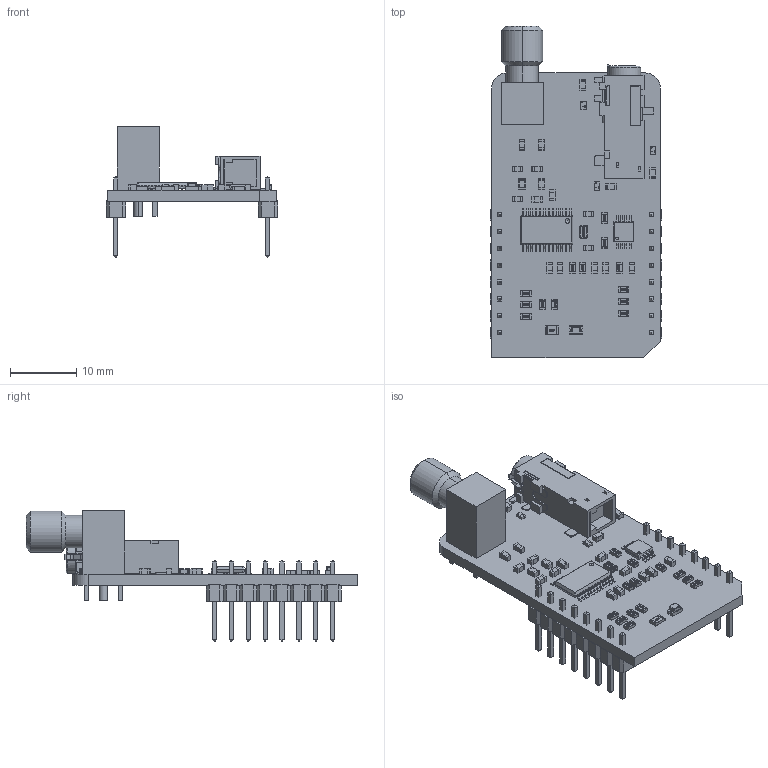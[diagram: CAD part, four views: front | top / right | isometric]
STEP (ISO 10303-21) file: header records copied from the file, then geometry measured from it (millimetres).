
FILE_DESCRIPTION(('Open CASCADE Model'),'2;1');
FILE_NAME('Open CASCADE Shape Model','2019-07-22T17:11:14',('Author'),( 'Open CASCADE'),'Open CASCADE STEP processor 6.8','Open CASCADE 6.8' ,'Unknown');
FILE_SCHEMA(('AUTOMOTIVE_DESIGN { 1 0 10303 214 1 1 1 1 }'));
Length unit declared in the file: millimetre
Products named in the file (75): PCB; Board; MBD1; 1126187920; User_Library-PinHeaderX5-1_PinHeaderX5_Pins_1; User_Library-PinHeaderX5-1_PinHeaderX5_Body_1; 1126187792; CN1; sj-43514-smt; D1; 1072851456; Extruded; 1072851592; 1178480800; Cylinder; 1072851864; 1072852000; D2; D3; FP3; User_Library-Chip_InductorINDC1608X95N; U1; TSSOP-24; U2; User_Library-MSOP-8-1; X1; User_Library-ABS06; User_Library-ABS06_ABS06_Body_2; User_Library-ABS06_ABS06_Body2_2; User_Library-ABS06_ABS06_Beschriftung_2; User_Library-ABS06_ABS06_Pads_2; FP1; FP2; C1; User_Library-SMD_CAPACITOR0603; C2; R7; User_Library-R_0603; R8; LD1 ...
Assembly tree (124 placements, depth 4):
  PCB
    Board
    MBD1
      1126187920  x2
        User_Library-PinHeaderX5-1_PinHeaderX5_Pins_1
        User_Library-PinHeaderX5-1_PinHeaderX5_Body_1
      1126187792  x2
        User_Library-PinHeaderX5-1_PinHeaderX5_Pins_1
        User_Library-PinHeaderX5-1_PinHeaderX5_Body_1
    CN1
      sj-43514-smt
    D1
      1072851456
        Extruded
      1072851592
        Extruded
      1178480800
        Cylinder
      1072851864  x4
        Extruded
      1072852000
        Extruded
    D2
      1072851456
        Extruded
      1072851592
        Extruded
      1178480800
        Cylinder
      1072851864  x4
        Extruded
      1072852000
        Extruded
    D3
      1072851456
        Extruded
      1072851592
        Extruded
      1178480800
        Cylinder
      1072851864  x4
        Extruded
      1072852000
        Extruded
    FP3
      User_Library-Chip_InductorINDC1608X95N
    U1
      TSSOP-24
    U2
      User_Library-MSOP-8-1
    X1
      User_Library-ABS06
        User_Library-ABS06_ABS06_Body_2
        User_Library-ABS06_ABS06_Body2_2
        User_Library-ABS06_ABS06_Beschriftung_2
        User_Library-ABS06_ABS06_Pads_2
    FP1
      User_Library-Chip_InductorINDC1608X95N
    FP2
      User_Library-Chip_InductorINDC1608X95N
Bounding box: 25.79 x 49.99 x 19.66 mm (x, y, z)
Volume: 3375.8 mm3; surface area: 5311.5 mm2
Topology: 117 solids, 117 shells, 3908 faces, 9768 edges, 6092 vertices
Faces by surface type: plane 2311, bspline 855, cylinder 565, sphere 157, cone 16, torus 4
Full cylindrical faces by diameter (mm): 0.2 x3
Entity records: 70288 total; most frequent: CARTESIAN_POINT 16861, ORIENTED_EDGE 8930, DIRECTION 7503, EDGE_CURVE 4465, LINE 3273, VECTOR 3273, VERTEX_POINT 2848, AXIS2_PLACEMENT_3D 2115
